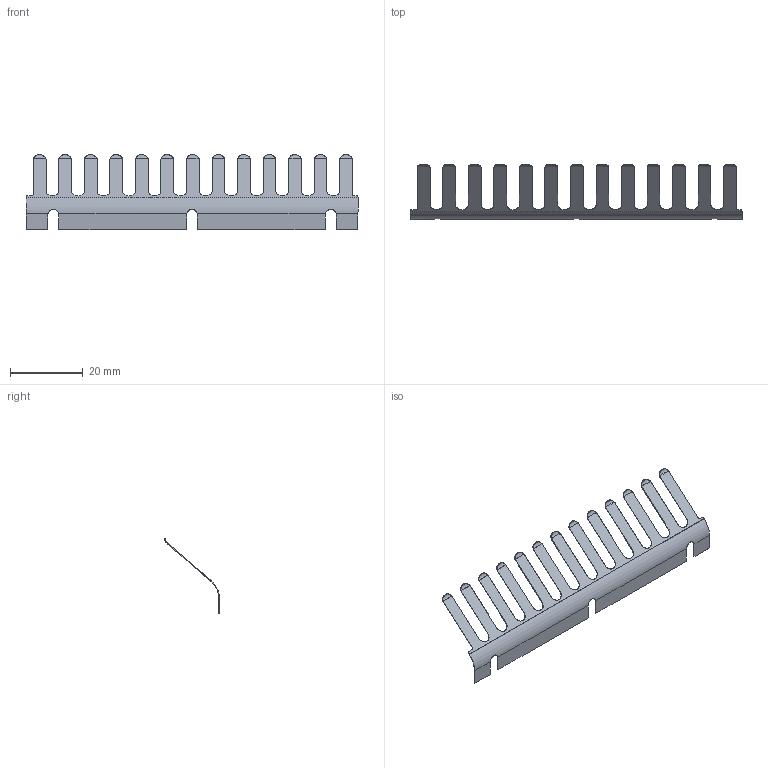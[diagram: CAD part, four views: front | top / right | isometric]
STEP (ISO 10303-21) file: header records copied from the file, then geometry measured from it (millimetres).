
FILE_DESCRIPTION (( 'STEP AP214' ), '1' );
FILE_NAME ('Accumulator - Ratchet Spring Blade.STEP', '2025-07-06T08:34:44', ( '' ), ( '' ), 'SwSTEP 2.0', 'SolidWorks 2025', '' );
FILE_SCHEMA (( 'AUTOMOTIVE_DESIGN' ));
Length unit declared in the file: millimetre
Products named in the file (1): Accumulator - Ratchet Spring Blade
Bounding box: 91 x 14.96 x 20.56 mm (x, y, z)
Volume: 244.5 mm3; surface area: 3355.1 mm2
Topology: 1 solids, 1 shells, 198 faces, 464 edges, 268 vertices
Faces by surface type: cylinder 102, plane 54, bspline 42
Entity records: 7782 total; most frequent: CARTESIAN_POINT 3613, ORIENTED_EDGE 928, DIRECTION 736, EDGE_CURVE 464, VERTEX_POINT 268, AXIS2_PLACEMENT_3D 257, VECTOR 222, LINE 222
